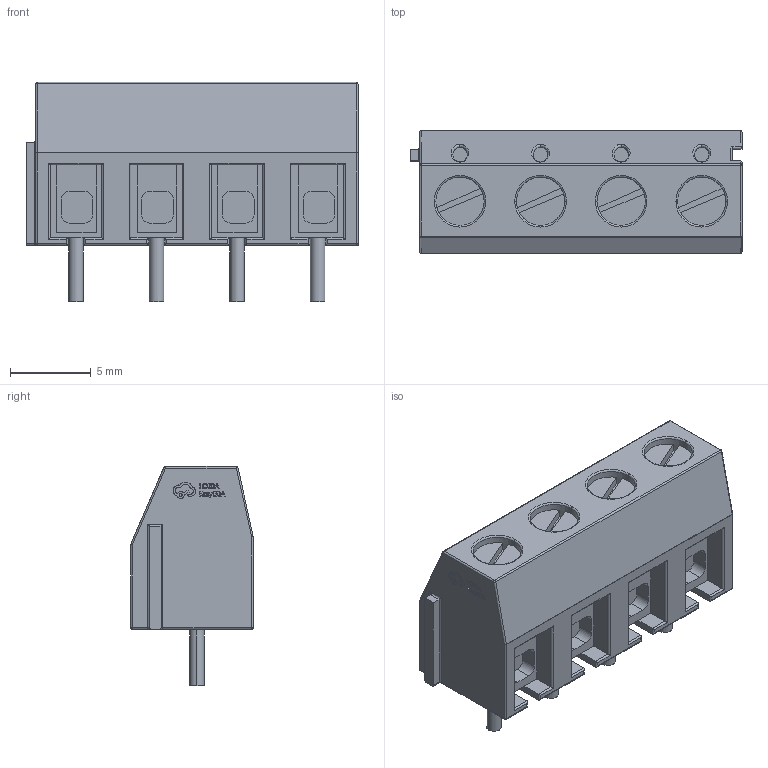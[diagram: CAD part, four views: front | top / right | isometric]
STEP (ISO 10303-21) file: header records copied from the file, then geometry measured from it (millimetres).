
FILE_DESCRIPTION (( 'STEP AP214' ), '1' );
FILE_NAME ('CONN-TH_JL301-50004U01.step', '2022-08-05T12:42:01', ( '' ), ( '' ), 'SwSTEP 2.0', 'SolidWorks 2020', '' );
FILE_SCHEMA (( 'AUTOMOTIVE_DESIGN' ));
Length unit declared in the file: millimetre
Products named in the file (1): CONN-TH_JL301-50004U01
Bounding box: 20.6 x 7.6 x 13.6 mm (x, y, z)
Volume: 1272.9 mm3; surface area: 1127.2 mm2
Topology: 14 solids, 14 shells, 542 faces, 1389 edges, 890 vertices
Faces by surface type: plane 297, bspline 122, cylinder 101, sphere 12, torus 10
Entity records: 22664 total; most frequent: CARTESIAN_POINT 5840, ORIENTED_EDGE 2762, DIRECTION 2087, EDGE_CURVE 1381, VECTOR 925, LINE 925, VERTEX_POINT 890, AXIS2_PLACEMENT_3D 581
